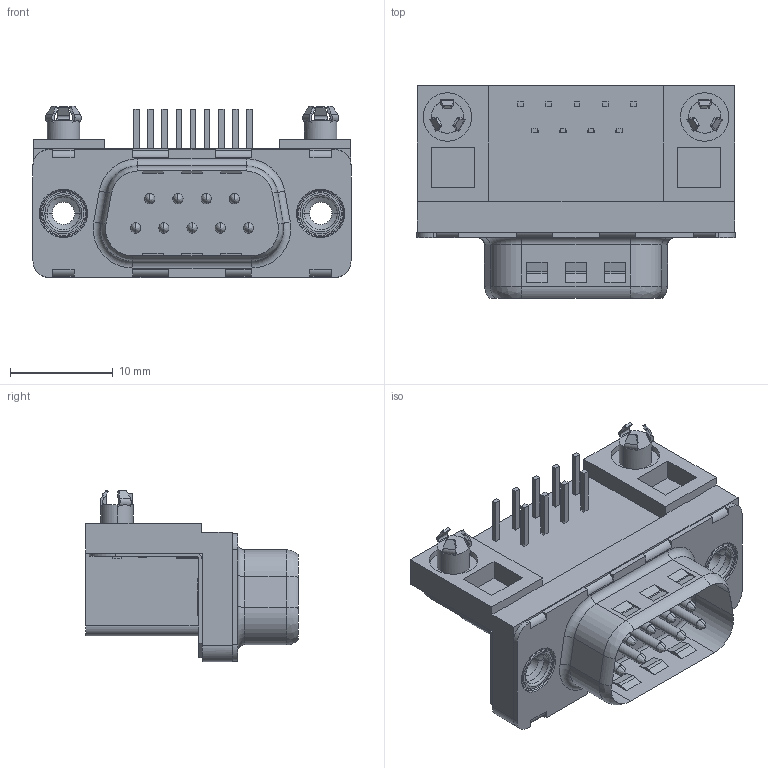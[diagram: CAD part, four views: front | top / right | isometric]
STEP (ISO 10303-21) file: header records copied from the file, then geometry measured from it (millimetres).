
FILE_DESCRIPTION((''),'2;1');
FILE_NAME('PD09P13A4GX00LF','2014-12-03T',('ababu'),('FCI'),'PRO/ENGINEER BY PARAMETRIC TECHNOLOGY CORPORATION, 2013150','PRO/ENGINEER BY PARAMETRIC TECHNOLOGY CORPORATION, 2013150','');
FILE_SCHEMA(('CONFIG_CONTROL_DESIGN','GEOMETRIC_VALIDATION_PROPERTIES_MIM'));
Length unit declared in the file: millimetre
Products named in the file (1): PD09P13A4GX00LF
Bounding box: 30.9 x 20.65 x 16.65 mm (x, y, z)
Volume: 3619.6 mm3; surface area: 3234.1 mm2
Topology: 1 solids, 2 shells, 672 faces, 1810 edges, 1161 vertices
Faces by surface type: plane 364, cylinder 238, torus 40, bspline 22, cone 8
Entity records: 26083 total; most frequent: CARTESIAN_POINT 4629, ORIENTED_EDGE 3584, DIRECTION 3558, EDGE_CURVE 1792, AXIS2_PLACEMENT_3D 1220, VERTEX_POINT 1161, VECTOR 1118, LINE 1118
